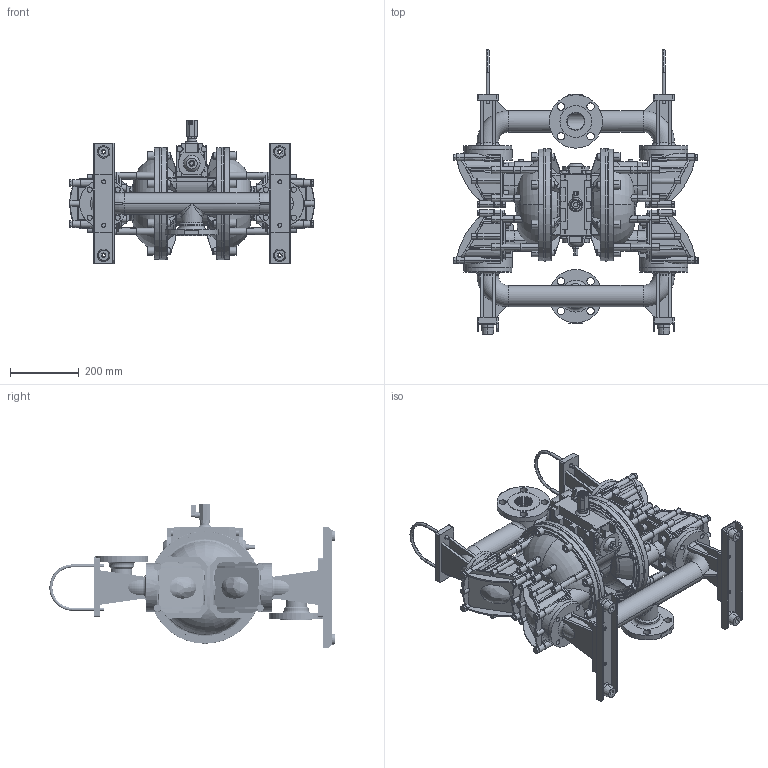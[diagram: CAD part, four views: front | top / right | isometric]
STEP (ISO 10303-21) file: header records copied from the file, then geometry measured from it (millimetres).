
FILE_DESCRIPTION (( 'STEP AP214' ), '1' );
FILE_NAME ('NDP-50FAN YA.STEP', '2009-09-18T06:45:40', ( ' ' ), ( ' ' ), 'SwSTEP 2.0', 'SolidWorks 2006303', '' );
FILE_SCHEMA (( 'AUTOMOTIVE_DESIGN' ));
Length unit declared in the file: millimetre
Products named in the file (1): NDP-50FAN YA
Bounding box: 710.54 x 828.2 x 417.25 mm (x, y, z)
Volume: 15356080.9 mm3; surface area: 3741889.9 mm2
Topology: 43 solids, 43 shells, 3798 faces, 10029 edges, 6454 vertices
Faces by surface type: plane 1626, cylinder 1173, cone 620, torus 344, bspline 24, sphere 11
Entity records: 133193 total; most frequent: CARTESIAN_POINT 38577, ORIENTED_EDGE 20016, DIRECTION 19964, EDGE_CURVE 10008, AXIS2_PLACEMENT_3D 7963, VERTEX_POINT 6452, EDGE_LOOP 4224, CIRCLE 4188
